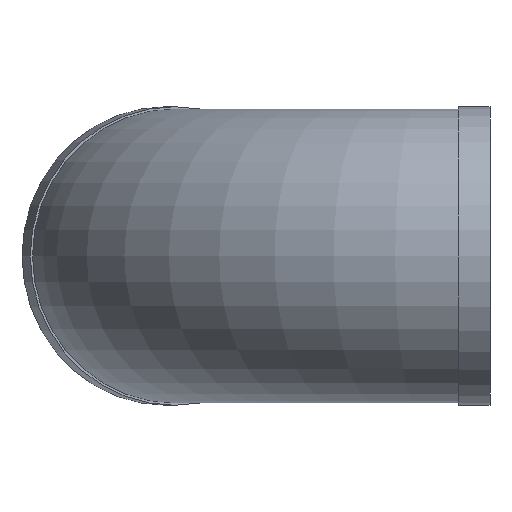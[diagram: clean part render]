
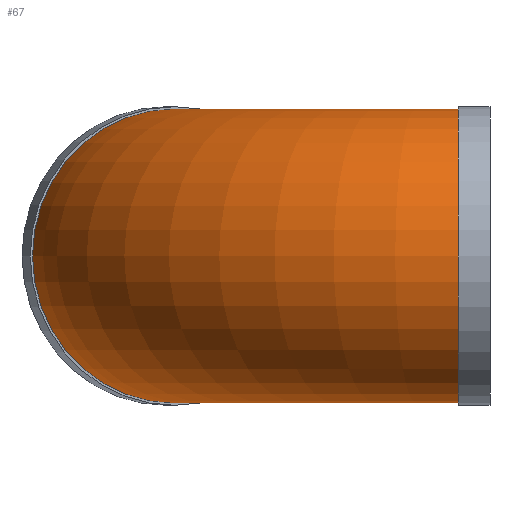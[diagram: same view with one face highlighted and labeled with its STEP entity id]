
A CAD part, left-side view. The second image highlights one B-rep face of the part: STEP entity #67.
In plain terms, the highlighted toroidal (fillet/blend) face has major radius 500 mm and minor radius 250 mm.
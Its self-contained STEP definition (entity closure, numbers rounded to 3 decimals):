
#67 = ADVANCED_FACE( '', ( #130, #131 ), #132, .T. );
#130 = FACE_OUTER_BOUND( '', #192, .T. );
#131 = FACE_OUTER_BOUND( '', #193, .T. );
#132 = TOROIDAL_SURFACE( '', #194, 500., 250. );
#192 = EDGE_LOOP( '', ( #250 ) );
#193 = EDGE_LOOP( '', ( #251 ) );
#194 = AXIS2_PLACEMENT_3D( '', #252, #253, #254 );
#250 = ORIENTED_EDGE( '', *, *, #309, .T. );
#251 = ORIENTED_EDGE( '', *, *, #310, .F. );
#252 = CARTESIAN_POINT( '', ( 500., 54., 0. ) );
#253 = DIRECTION( '', ( 0., 0., -1. ) );
#254 = DIRECTION( '', ( -1., 0., 0. ) );
#309 = EDGE_CURVE( '', #339, #339, #340, .T. );
#310 = EDGE_CURVE( '', #341, #341, #342, .T. );
#339 = VERTEX_POINT( '', #375 );
#340 = CIRCLE( '', #376, 250. );
#341 = VERTEX_POINT( '', #377 );
#342 = CIRCLE( '', #378, 250. );
#375 = CARTESIAN_POINT( '', ( 250., 54., 0. ) );
#376 = AXIS2_PLACEMENT_3D( '', #412, #413, #414 );
#377 = CARTESIAN_POINT( '', ( 435.295, 295.481, 0. ) );
#378 = AXIS2_PLACEMENT_3D( '', #415, #416, #417 );
#412 = CARTESIAN_POINT( '', ( 0., 54., 0. ) );
#413 = DIRECTION( '', ( 0., 1., 0. ) );
#414 = DIRECTION( '', ( 1., 0., 0. ) );
#415 = CARTESIAN_POINT( '', ( 370.59, 536.963, 0. ) );
#416 = DIRECTION( '', ( 0.966, 0.259, 0. ) );
#417 = DIRECTION( '', ( 0.259, -0.966, 0. ) );
